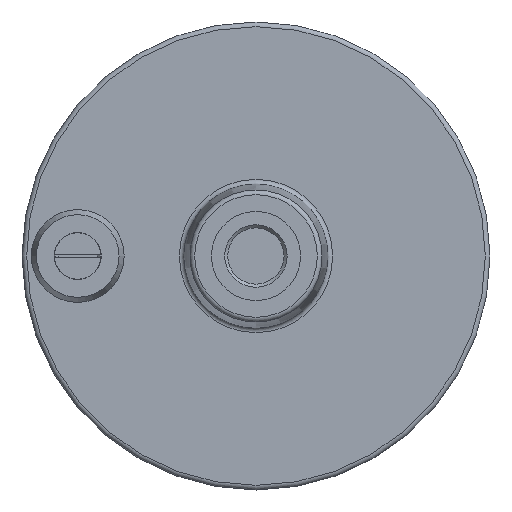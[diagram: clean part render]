
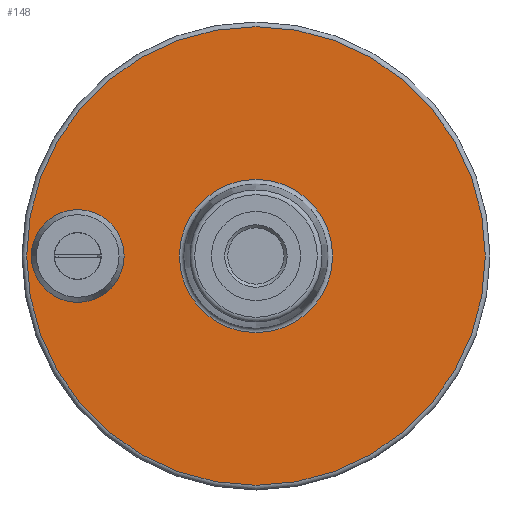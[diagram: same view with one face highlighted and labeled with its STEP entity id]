
A CAD part, front view. The second image highlights one B-rep face of the part: STEP entity #148.
In plain terms, the highlighted planar face has unit normal (0, -1, 0).
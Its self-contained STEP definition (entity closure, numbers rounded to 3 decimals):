
#148 = ADVANCED_FACE( '', ( #326, #327, #328 ), #329, .F. );
#326 = FACE_OUTER_BOUND( '', #528, .T. );
#327 = FACE_BOUND( '', #529, .T. );
#328 = FACE_BOUND( '', #530, .T. );
#329 = PLANE( '', #531 );
#528 = EDGE_LOOP( '', ( #855 ) );
#529 = EDGE_LOOP( '', ( #856 ) );
#530 = EDGE_LOOP( '', ( #857 ) );
#531 = AXIS2_PLACEMENT_3D( '', #858, #859, #860 );
#855 = ORIENTED_EDGE( '', *, *, #1090, .F. );
#856 = ORIENTED_EDGE( '', *, *, #1106, .F. );
#857 = ORIENTED_EDGE( '', *, *, #1067, .T. );
#858 = CARTESIAN_POINT( '', ( 21.669, -2.5, 0. ) );
#859 = DIRECTION( '', ( 0., 1., 0. ) );
#860 = DIRECTION( '', ( 0., 0., 1. ) );
#1067 = EDGE_CURVE( '', #1257, #1257, #1258, .T. );
#1090 = EDGE_CURVE( '', #1288, #1288, #1289, .T. );
#1106 = EDGE_CURVE( '', #1310, #1310, #1311, .F. );
#1257 = VERTEX_POINT( '', #1626 );
#1258 = CIRCLE( '', #1627, 16.331 );
#1288 = VERTEX_POINT( '', #1663 );
#1289 = CIRCLE( '', #1664, 48.885 );
#1310 = VERTEX_POINT( '', #1699 );
#1311 = CIRCLE( '', #1700, 9.892 );
#1626 = CARTESIAN_POINT( '', ( 38., -2.5, 16.331 ) );
#1627 = AXIS2_PLACEMENT_3D( '', #1881, #1882, #1883 );
#1663 = CARTESIAN_POINT( '', ( 38., -2.5, 48.885 ) );
#1664 = AXIS2_PLACEMENT_3D( '', #1908, #1909, #1910 );
#1699 = CARTESIAN_POINT( '', ( 0., -2.5, 9.892 ) );
#1700 = AXIS2_PLACEMENT_3D( '', #1928, #1929, #1930 );
#1881 = CARTESIAN_POINT( '', ( 38., -2.5, 0. ) );
#1882 = DIRECTION( '', ( 0., 1., 0. ) );
#1883 = DIRECTION( '', ( 0., 0., 1. ) );
#1908 = CARTESIAN_POINT( '', ( 38., -2.5, 0. ) );
#1909 = DIRECTION( '', ( 0., 1., 0. ) );
#1910 = DIRECTION( '', ( 0., 0., 1. ) );
#1928 = CARTESIAN_POINT( '', ( 0., -2.5, 0. ) );
#1929 = DIRECTION( '', ( 0., 1., 0. ) );
#1930 = DIRECTION( '', ( 0., 0., 1. ) );
